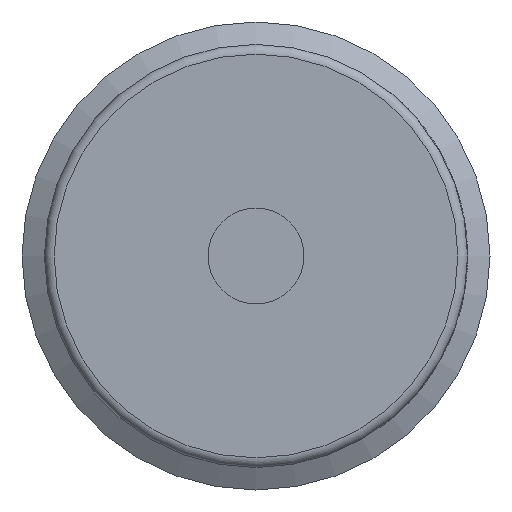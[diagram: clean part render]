
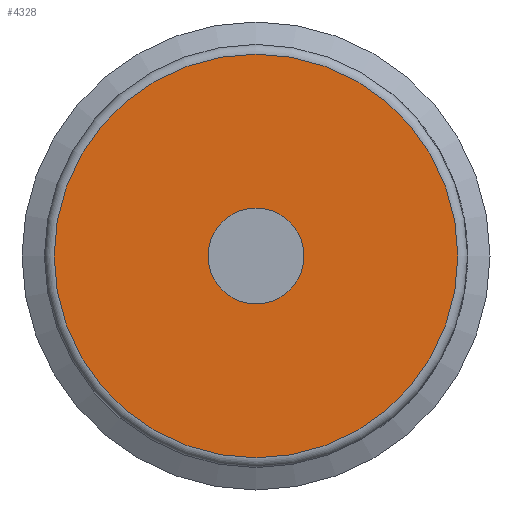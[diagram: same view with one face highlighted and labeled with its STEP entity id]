
A CAD part, front view. The second image highlights one B-rep face of the part: STEP entity #4328.
In plain terms, the highlighted face is planar.
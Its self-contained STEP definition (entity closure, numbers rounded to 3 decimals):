
#55=FACE_BOUND('',#715,.T.);
#239=PLANE('',#4649);
#464=FACE_OUTER_BOUND('',#714,.T.);
#714=EDGE_LOOP('',(#3825));
#715=EDGE_LOOP('',(#3826));
#1000=CIRCLE('',#4637,2.459);
#1004=CIRCLE('',#4647,10.35);
#2027=VERTEX_POINT('',#9279);
#2031=VERTEX_POINT('',#9297);
#2621=EDGE_CURVE('',#2027,#2027,#1000,.T.);
#2629=EDGE_CURVE('',#2031,#2031,#1004,.T.);
#3825=ORIENTED_EDGE('',*,*,#2629,.T.);
#3826=ORIENTED_EDGE('',*,*,#2621,.T.);
#4328=ADVANCED_FACE('',(#464,#55),#239,.T.);
#4637=AXIS2_PLACEMENT_3D('',#9280,#5483,#5484);
#4647=AXIS2_PLACEMENT_3D('',#9298,#5507,#5508);
#4649=AXIS2_PLACEMENT_3D('',#9300,#5511,#5512);
#5483=DIRECTION('center_axis',(-1.,0.,0.));
#5484=DIRECTION('ref_axis',(0.,0.,-1.));
#5507=DIRECTION('center_axis',(1.,0.,0.));
#5508=DIRECTION('ref_axis',(0.,0.,-1.));
#5511=DIRECTION('center_axis',(1.,0.,0.));
#5512=DIRECTION('ref_axis',(0.,0.,-1.));
#9279=CARTESIAN_POINT('',(119.,0.05,2.459));
#9280=CARTESIAN_POINT('Origin',(119.,0.05,0.));
#9297=CARTESIAN_POINT('',(119.,0.05,10.35));
#9298=CARTESIAN_POINT('Origin',(119.,0.05,0.));
#9300=CARTESIAN_POINT('Origin',(119.,0.05,0.));
